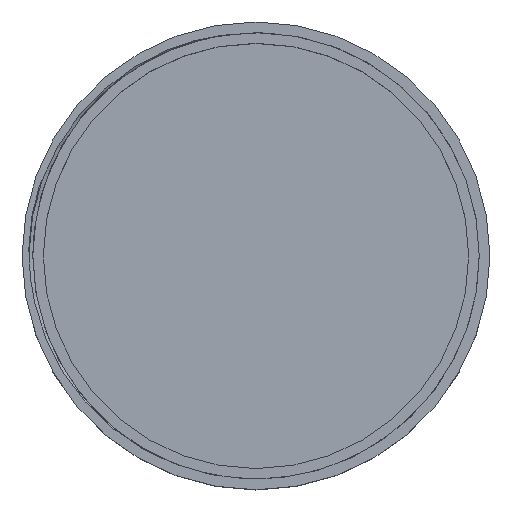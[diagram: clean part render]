
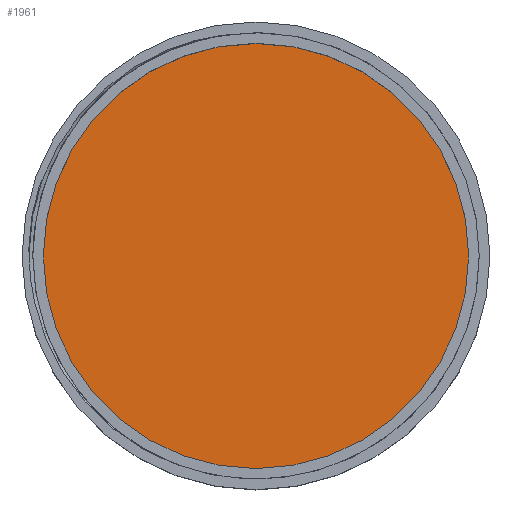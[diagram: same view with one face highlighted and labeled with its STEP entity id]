
A CAD part, top view. The second image highlights one B-rep face of the part: STEP entity #1961.
In plain terms, the highlighted planar face has unit normal (0, 0, 1).
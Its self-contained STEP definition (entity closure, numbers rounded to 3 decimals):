
#371 = CARTESIAN_POINT ( 'NONE',  ( 0., 0., 7. ) ) ;
#455 = CARTESIAN_POINT ( 'NONE',  ( -100., 0., 7. ) ) ;
#773 = AXIS2_PLACEMENT_3D ( 'NONE', #371, #4888, #826 ) ;
#788 = CIRCLE ( 'NONE', #3570, 100. ) ;
#826 = DIRECTION ( 'NONE',  ( 1., 0., 0. ) ) ;
#1006 = ORIENTED_EDGE ( 'NONE', *, *, #4466, .F. ) ;
#1200 = CARTESIAN_POINT ( 'NONE',  ( 100., 0., 7. ) ) ;
#1429 = DIRECTION ( 'NONE',  ( 1., 0., 0. ) ) ;
#1463 = EDGE_LOOP ( 'NONE', ( #2311, #1006 ) ) ;
#1734 = FACE_OUTER_BOUND ( 'NONE', #1463, .T. ) ;
#1913 = DIRECTION ( 'NONE',  ( 0., 0., -1. ) ) ;
#1961 = ADVANCED_FACE ( 'NONE', ( #1734 ), #4082, .T. ) ;
#2119 = AXIS2_PLACEMENT_3D ( 'NONE', #3600, #5034, #5901 ) ;
#2311 = ORIENTED_EDGE ( 'NONE', *, *, #5233, .F. ) ;
#2614 = CIRCLE ( 'NONE', #2119, 100. ) ;
#3214 = VERTEX_POINT ( 'NONE', #1200 ) ;
#3570 = AXIS2_PLACEMENT_3D ( 'NONE', #5491, #1913, #1429 ) ;
#3600 = CARTESIAN_POINT ( 'NONE',  ( 0., 0., 7. ) ) ;
#4082 = PLANE ( 'NONE',  #773 ) ;
#4466 = EDGE_CURVE ( 'NONE', #3214, #4592, #2614, .T. ) ;
#4592 = VERTEX_POINT ( 'NONE', #455 ) ;
#4888 = DIRECTION ( 'NONE',  ( 0., 0., 1. ) ) ;
#5034 = DIRECTION ( 'NONE',  ( 0., 0., -1. ) ) ;
#5233 = EDGE_CURVE ( 'NONE', #4592, #3214, #788, .T. ) ;
#5491 = CARTESIAN_POINT ( 'NONE',  ( 0., 0., 7. ) ) ;
#5901 = DIRECTION ( 'NONE',  ( 1., 0., 0. ) ) ;
